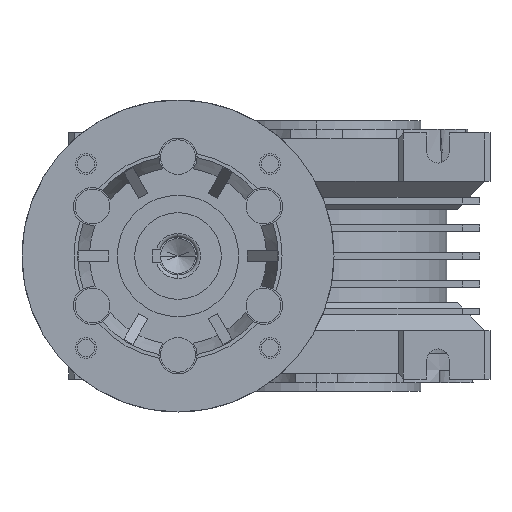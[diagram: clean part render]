
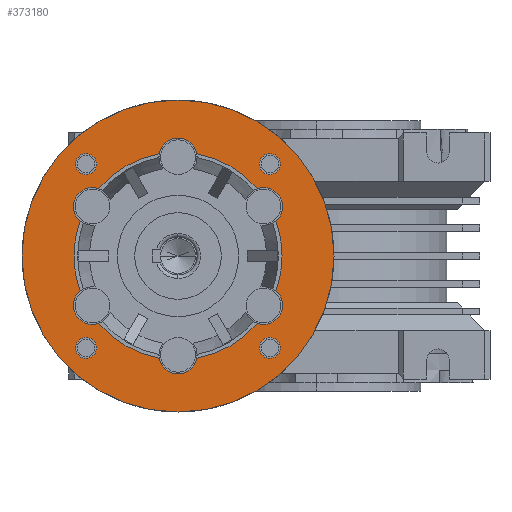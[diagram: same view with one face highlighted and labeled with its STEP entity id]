
A CAD part, left-side view. The second image highlights one B-rep face of the part: STEP entity #373180.
In plain terms, the highlighted face is planar.
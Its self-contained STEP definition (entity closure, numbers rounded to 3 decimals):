
#370550=CARTESIAN_POINT('',(120.,135.,-35.5));
#370560=VERTEX_POINT('',#370550);
#370720=CARTESIAN_POINT('',(120.,45.,-35.5));
#370730=VERTEX_POINT('',#370720);
#370760=CARTESIAN_POINT('',(120.,90.,-35.5));
#370770=DIRECTION('',(-1.,0.,0.));
#370780=DIRECTION('',(0.,-1.,0.));
#370790=AXIS2_PLACEMENT_3D('',#370760,#370770,#370780);
#370800=CIRCLE('',#370790,45.);
#370810=CARTESIAN_POINT('',(120.,90.,-80.5));
#370820=VERTEX_POINT('',#370810);
#370830=EDGE_CURVE('',#370820,#370730,#370800,.T.);
#370850=EDGE_CURVE('',#370560,#370820,#370800,.T.);
#370970=CARTESIAN_POINT('',(120.,44.5,10.));
#370980=DIRECTION('',(-1.,0.,0.));
#370990=DIRECTION('',(0.,-1.,0.));
#371000=AXIS2_PLACEMENT_3D('',#370970,#370980,#370990);
#371010=PLANE('',#371000);
#371020=ORIENTED_EDGE('',*,*,#370830,.F.);
#371030=EDGE_CURVE('',#370730,#370560,#370800,.T.);
#371040=ORIENTED_EDGE('',*,*,#371030,.F.);
#371050=ORIENTED_EDGE('',*,*,#370850,.F.);
#371060=EDGE_LOOP('',(#371050,#371040,#371020));
#371070=FACE_OUTER_BOUND('',#371060,.T.);
#371080=CARTESIAN_POINT('',(120.,90.,-35.5));
#371090=DIRECTION('',(1.,0.,0.));
#371100=DIRECTION('',(0.,1.,0.));
#371110=AXIS2_PLACEMENT_3D('',#371080,#371090,#371100);
#371120=CIRCLE('',#371110,30.);
#371130=CARTESIAN_POINT('',(120.,61.741,-25.428));
#371140=VERTEX_POINT('',#371130);
#371150=CARTESIAN_POINT('',(120.,60.,-35.5));
#371160=VERTEX_POINT('',#371150);
#371170=EDGE_CURVE('',#371140,#371160,#371120,.T.);
#371180=ORIENTED_EDGE('',*,*,#371170,.F.);
#371190=CARTESIAN_POINT('',(120.,61.741,-45.572));
#371200=VERTEX_POINT('',#371190);
#371210=EDGE_CURVE('',#371160,#371200,#371120,.T.);
#371220=ORIENTED_EDGE('',*,*,#371210,.F.);
#371230=CARTESIAN_POINT('',(120.,65.318,-49.75));
#371240=DIRECTION('',(1.,0.,0.));
#371250=DIRECTION('',(0.,-1.,0.));
#371260=AXIS2_PLACEMENT_3D('',#371230,#371240,#371250);
#371270=CIRCLE('',#371260,5.5);
#371280=CARTESIAN_POINT('',(120.,59.818,-49.75));
#371290=VERTEX_POINT('',#371280);
#371300=EDGE_CURVE('',#371200,#371290,#371270,.T.);
#371310=ORIENTED_EDGE('',*,*,#371300,.F.);
#371320=CARTESIAN_POINT('',(120.,67.148,-54.937));
#371330=VERTEX_POINT('',#371320);
#371340=EDGE_CURVE('',#371290,#371330,#371270,.T.);
#371350=ORIENTED_EDGE('',*,*,#371340,.F.);
#371360=CARTESIAN_POINT('',(120.,90.,-35.5));
#371370=DIRECTION('',(1.,0.,0.));
#371380=DIRECTION('',(0.,1.,0.));
#371390=AXIS2_PLACEMENT_3D('',#371360,#371370,#371380);
#371400=CIRCLE('',#371390,30.);
#371410=CARTESIAN_POINT('',(120.,84.593,-65.009));
#371420=VERTEX_POINT('',#371410);
#371430=EDGE_CURVE('',#371330,#371420,#371400,.T.);
#371440=ORIENTED_EDGE('',*,*,#371430,.F.);
#371450=CARTESIAN_POINT('',(120.,90.,-64.));
#371460=DIRECTION('',(-1.,0.,0.));
#371470=DIRECTION('',(0.,-1.,0.));
#371480=AXIS2_PLACEMENT_3D('',#371450,#371460,#371470);
#371490=CIRCLE('',#371480,5.5);
#371500=CARTESIAN_POINT('',(120.,95.407,-65.009));
#371510=VERTEX_POINT('',#371500);
#371520=EDGE_CURVE('',#371510,#371420,#371490,.T.);
#371530=ORIENTED_EDGE('',*,*,#371520,.T.);
#371540=CARTESIAN_POINT('',(120.,90.,-35.5));
#371550=DIRECTION('',(1.,0.,0.));
#371560=DIRECTION('',(0.,1.,0.));
#371570=AXIS2_PLACEMENT_3D('',#371540,#371550,#371560);
#371580=CIRCLE('',#371570,30.);
#371590=CARTESIAN_POINT('',(120.,112.852,-54.937));
#371600=VERTEX_POINT('',#371590);
#371610=EDGE_CURVE('',#371510,#371600,#371580,.T.);
#371620=ORIENTED_EDGE('',*,*,#371610,.F.);
#371630=CARTESIAN_POINT('',(120.,114.682,-49.75));
#371640=DIRECTION('',(1.,0.,0.));
#371650=DIRECTION('',(0.,-1.,0.));
#371660=AXIS2_PLACEMENT_3D('',#371630,#371640,#371650);
#371670=CIRCLE('',#371660,5.5);
#371680=CARTESIAN_POINT('',(120.,120.182,-49.75));
#371690=VERTEX_POINT('',#371680);
#371700=EDGE_CURVE('',#371600,#371690,#371670,.T.);
#371710=ORIENTED_EDGE('',*,*,#371700,.F.);
#371720=CARTESIAN_POINT('',(120.,118.259,-45.572));
#371730=VERTEX_POINT('',#371720);
#371740=EDGE_CURVE('',#371690,#371730,#371670,.T.);
#371750=ORIENTED_EDGE('',*,*,#371740,.F.);
#371760=CARTESIAN_POINT('',(120.,90.,-35.5));
#371770=DIRECTION('',(1.,0.,0.));
#371780=DIRECTION('',(0.,1.,0.));
#371790=AXIS2_PLACEMENT_3D('',#371760,#371770,#371780);
#371800=CIRCLE('',#371790,30.);
#371810=CARTESIAN_POINT('',(120.,120.,-35.5));
#371820=VERTEX_POINT('',#371810);
#371830=EDGE_CURVE('',#371730,#371820,#371800,.T.);
#371840=ORIENTED_EDGE('',*,*,#371830,.F.);
#371850=CARTESIAN_POINT('',(120.,118.259,-25.428));
#371860=VERTEX_POINT('',#371850);
#371870=EDGE_CURVE('',#371820,#371860,#371800,.T.);
#371880=ORIENTED_EDGE('',*,*,#371870,.F.);
#371890=CARTESIAN_POINT('',(120.,114.682,-21.25));
#371900=DIRECTION('',(-1.,0.,0.));
#371910=DIRECTION('',(0.,-1.,0.));
#371920=AXIS2_PLACEMENT_3D('',#371890,#371900,#371910);
#371930=CIRCLE('',#371920,5.5);
#371940=CARTESIAN_POINT('',(120.,120.182,-21.25));
#371950=VERTEX_POINT('',#371940);
#371960=EDGE_CURVE('',#371950,#371860,#371930,.T.);
#371970=ORIENTED_EDGE('',*,*,#371960,.T.);
#371980=CARTESIAN_POINT('',(120.,112.852,-16.063));
#371990=VERTEX_POINT('',#371980);
#372000=EDGE_CURVE('',#371990,#371950,#371930,.T.);
#372010=ORIENTED_EDGE('',*,*,#372000,.T.);
#372020=CARTESIAN_POINT('',(120.,90.,-35.5));
#372030=DIRECTION('',(-1.,0.,0.));
#372040=DIRECTION('',(0.,1.,0.));
#372050=AXIS2_PLACEMENT_3D('',#372020,#372030,#372040);
#372060=CIRCLE('',#372050,30.);
#372070=CARTESIAN_POINT('',(120.,95.407,-5.991));
#372080=VERTEX_POINT('',#372070);
#372090=EDGE_CURVE('',#372080,#371990,#372060,.T.);
#372100=ORIENTED_EDGE('',*,*,#372090,.T.);
#372110=CARTESIAN_POINT('',(120.,90.,-7.));
#372120=DIRECTION('',(-1.,0.,0.));
#372130=DIRECTION('',(0.,-1.,0.));
#372140=AXIS2_PLACEMENT_3D('',#372110,#372120,#372130);
#372150=CIRCLE('',#372140,5.5);
#372160=CARTESIAN_POINT('',(120.,84.593,-5.991));
#372170=VERTEX_POINT('',#372160);
#372180=EDGE_CURVE('',#372170,#372080,#372150,.T.);
#372190=ORIENTED_EDGE('',*,*,#372180,.T.);
#372200=CARTESIAN_POINT('',(120.,90.,-35.5));
#372210=DIRECTION('',(1.,0.,0.));
#372220=DIRECTION('',(0.,1.,0.));
#372230=AXIS2_PLACEMENT_3D('',#372200,#372210,#372220);
#372240=CIRCLE('',#372230,30.);
#372250=CARTESIAN_POINT('',(120.,67.148,-16.063));
#372260=VERTEX_POINT('',#372250);
#372270=EDGE_CURVE('',#372170,#372260,#372240,.T.);
#372280=ORIENTED_EDGE('',*,*,#372270,.F.);
#372290=CARTESIAN_POINT('',(120.,65.318,-21.25));
#372300=DIRECTION('',(1.,0.,0.));
#372310=DIRECTION('',(0.,-1.,0.));
#372320=AXIS2_PLACEMENT_3D('',#372290,#372300,#372310);
#372330=CIRCLE('',#372320,5.5);
#372340=CARTESIAN_POINT('',(120.,59.818,-21.25));
#372350=VERTEX_POINT('',#372340);
#372360=EDGE_CURVE('',#372260,#372350,#372330,.T.);
#372370=ORIENTED_EDGE('',*,*,#372360,.F.);
#372380=EDGE_CURVE('',#372350,#371140,#372330,.T.);
#372390=ORIENTED_EDGE('',*,*,#372380,.F.);
#372400=EDGE_LOOP('',(#372390,#372370,#372280,#372190,#372100,#372010,
#371970,#371880,#371840,#371750,#371710,#371620,#371530,#371440,#371350,
#371310,#371220,#371180));
#372410=FACE_BOUND('',#372400,.T.);
#372420=CARTESIAN_POINT('',(120.,63.483,-62.017));
#372430=DIRECTION('',(1.,0.,0.));
#372440=DIRECTION('',(0.,-1.,0.));
#372450=AXIS2_PLACEMENT_3D('',#372420,#372430,#372440);
#372460=CIRCLE('',#372450,3.027);
#372470=CARTESIAN_POINT('',(120.,63.483,
-58.989));
#372480=VERTEX_POINT('',#372470);
#372490=CARTESIAN_POINT('',(120.,60.456,-62.017));
#372500=VERTEX_POINT('',#372490);
#372510=EDGE_CURVE('',#372480,#372500,#372460,.T.);
#372520=ORIENTED_EDGE('',*,*,#372510,.F.);
#372530=CARTESIAN_POINT('',(120.,66.511,-62.017));
#372540=VERTEX_POINT('',#372530);
#372550=EDGE_CURVE('',#372500,#372540,#372460,.T.);
#372560=ORIENTED_EDGE('',*,*,#372550,.F.);
#372570=EDGE_CURVE('',#372540,#372480,#372460,.T.);
#372580=ORIENTED_EDGE('',*,*,#372570,.F.);
#372590=EDGE_LOOP('',(#372580,#372560,#372520));
#372600=FACE_BOUND('',#372590,.T.);
#372610=CARTESIAN_POINT('',(120.,116.517,-8.983));
#372620=DIRECTION('',(1.,0.,0.));
#372630=DIRECTION('',(0.,-1.,0.));
#372640=AXIS2_PLACEMENT_3D('',#372610,#372620,#372630);
#372650=CIRCLE('',#372640,3.027);
#372660=CARTESIAN_POINT('',(120.,116.517,
-12.011));
#372670=VERTEX_POINT('',#372660);
#372680=CARTESIAN_POINT('',(120.,119.544,-8.983));
#372690=VERTEX_POINT('',#372680);
#372700=EDGE_CURVE('',#372670,#372690,#372650,.T.);
#372710=ORIENTED_EDGE('',*,*,#372700,.F.);
#372720=CARTESIAN_POINT('',(120.,113.489,-8.983));
#372730=VERTEX_POINT('',#372720);
#372740=EDGE_CURVE('',#372690,#372730,#372650,.T.);
#372750=ORIENTED_EDGE('',*,*,#372740,.F.);
#372760=EDGE_CURVE('',#372730,#372670,#372650,.T.);
#372770=ORIENTED_EDGE('',*,*,#372760,.F.);
#372780=EDGE_LOOP('',(#372770,#372750,#372710));
#372790=FACE_BOUND('',#372780,.T.);
#372800=CARTESIAN_POINT('',(120.,116.517,-62.017));
#372810=DIRECTION('',(1.,0.,0.));
#372820=DIRECTION('',(0.,-1.,0.));
#372830=AXIS2_PLACEMENT_3D('',#372800,#372810,#372820);
#372840=CIRCLE('',#372830,3.027);
#372850=CARTESIAN_POINT('',(120.,116.517,
-65.044));
#372860=VERTEX_POINT('',#372850);
#372870=CARTESIAN_POINT('',(120.,119.544,-62.017));
#372880=VERTEX_POINT('',#372870);
#372890=EDGE_CURVE('',#372860,#372880,#372840,.T.);
#372900=ORIENTED_EDGE('',*,*,#372890,.F.);
#372910=CARTESIAN_POINT('',(120.,113.489,-62.017));
#372920=VERTEX_POINT('',#372910);
#372930=EDGE_CURVE('',#372880,#372920,#372840,.T.);
#372940=ORIENTED_EDGE('',*,*,#372930,.F.);
#372950=EDGE_CURVE('',#372920,#372860,#372840,.T.);
#372960=ORIENTED_EDGE('',*,*,#372950,.F.);
#372970=EDGE_LOOP('',(#372960,#372940,#372900));
#372980=FACE_BOUND('',#372970,.T.);
#372990=CARTESIAN_POINT('',(120.,63.483,-8.983));
#373000=DIRECTION('',(1.,0.,0.));
#373010=DIRECTION('',(0.,-1.,0.));
#373020=AXIS2_PLACEMENT_3D('',#372990,#373000,#373010);
#373030=CIRCLE('',#373020,3.027);
#373040=CARTESIAN_POINT('',(120.,63.483,
-5.956));
#373050=VERTEX_POINT('',#373040);
#373060=CARTESIAN_POINT('',(120.,60.456,-8.983));
#373070=VERTEX_POINT('',#373060);
#373080=EDGE_CURVE('',#373050,#373070,#373030,.T.);
#373090=ORIENTED_EDGE('',*,*,#373080,.F.);
#373100=CARTESIAN_POINT('',(120.,66.511,-8.983));
#373110=VERTEX_POINT('',#373100);
#373120=EDGE_CURVE('',#373070,#373110,#373030,.T.);
#373130=ORIENTED_EDGE('',*,*,#373120,.F.);
#373140=EDGE_CURVE('',#373110,#373050,#373030,.T.);
#373150=ORIENTED_EDGE('',*,*,#373140,.F.);
#373160=EDGE_LOOP('',(#373150,#373130,#373090));
#373170=FACE_BOUND('',#373160,.T.);
#373180=ADVANCED_FACE('',(#371070,#372410,#372600,#372790,#372980,
#373170),#371010,.F.);
